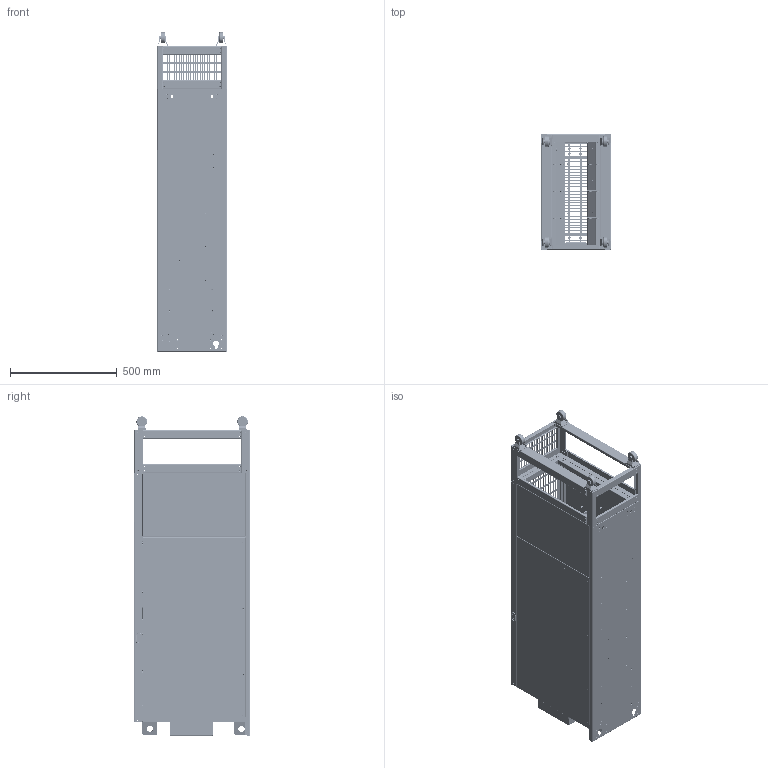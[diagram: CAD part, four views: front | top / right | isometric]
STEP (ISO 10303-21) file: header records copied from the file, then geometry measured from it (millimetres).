
FILE_DESCRIPTION((''),'2;1');
FILE_NAME('S33_ASM_ASM','2019-04-15T',('PC-TR'),(''),'PRO/ENGINEER BY PARAMETRIC TECHNOLOGY CORPORATION, 2010280','PRO/ENGINEER BY PARAMETRIC TECHNOLOGY CORPORATION, 2010280','');
FILE_SCHEMA(('CONFIG_CONTROL_DESIGN'));
Products named in the file (1): S33_ASM_ASM
Bounding box: 331 x 541.5 x 1495 mm (x, y, z)
Surface area: 8144940.5 mm2 (no closed solid volume)
Topology: 0 solids, 161 shells, 7891 faces, 20636 edges, 12775 vertices
Faces by surface type: plane 3733, cylinder 3729, cone 324, bspline 69, torus 36
Entity records: 248709 total; most frequent: CARTESIAN_POINT 46284, DIRECTION 44200, ORIENTED_EDGE 40790, EDGE_CURVE 20636, AXIS2_PLACEMENT_3D 16116, VERTEX_POINT 12775, VECTOR 11968, LINE 11968
